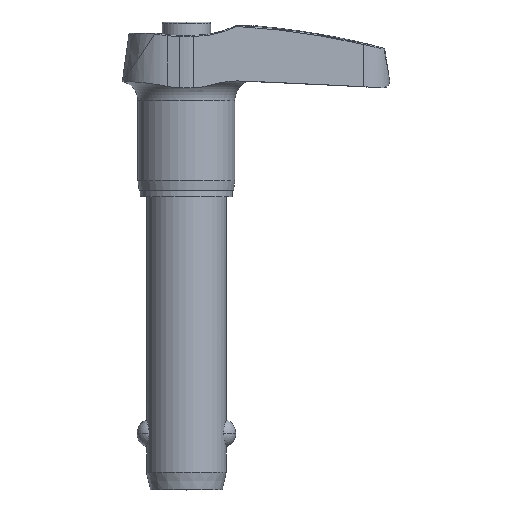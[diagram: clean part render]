
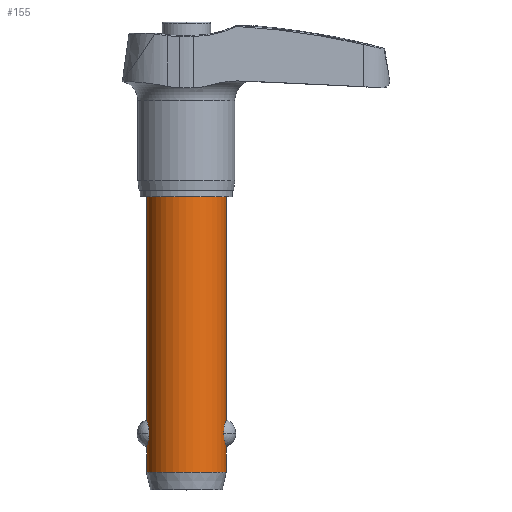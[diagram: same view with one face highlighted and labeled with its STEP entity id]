
A CAD part, top view. The second image highlights one B-rep face of the part: STEP entity #155.
In plain terms, the highlighted cylindrical face has radius 12.5 mm (diameter 25 mm), a partial arc.
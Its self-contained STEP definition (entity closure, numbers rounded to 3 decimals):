
#155=ADVANCED_FACE('',(#349),#350,.T.);
#349=FACE_OUTER_BOUND('',#581,.T.);
#350=CYLINDRICAL_SURFACE('',#582,12.5);
#581=EDGE_LOOP('',(#1079,#1080,#1081,#1082,#1083,#1084,#1085,#1086,#1087,#1088));
#582=AXIS2_PLACEMENT_3D('',#1089,#1090,#1091);
#1079=ORIENTED_EDGE('',*,*,#1615,.T.);
#1080=ORIENTED_EDGE('',*,*,#1638,.T.);
#1081=ORIENTED_EDGE('',*,*,#1631,.T.);
#1082=ORIENTED_EDGE('',*,*,#1622,.T.);
#1083=ORIENTED_EDGE('',*,*,#1644,.F.);
#1084=ORIENTED_EDGE('',*,*,#1620,.T.);
#1085=ORIENTED_EDGE('',*,*,#1634,.T.);
#1086=ORIENTED_EDGE('',*,*,#1636,.T.);
#1087=ORIENTED_EDGE('',*,*,#1617,.T.);
#1088=ORIENTED_EDGE('',*,*,#1642,.T.);
#1089=CARTESIAN_POINT('',(0.0,-43.25,0.0));
#1090=DIRECTION('',(-0.0,1.0,0.0));
#1091=DIRECTION('',(1.0,0.0,0.0));
#1615=EDGE_CURVE('',#1970,#1971,#1972,.T.);
#1617=EDGE_CURVE('',#1975,#1973,#1976,.T.);
#1620=EDGE_CURVE('',#1981,#1979,#1982,.T.);
#1622=EDGE_CURVE('',#1985,#1983,#1986,.T.);
#1631=EDGE_CURVE('',#1997,#1985,#1999,.T.);
#1634=EDGE_CURVE('',#1979,#2001,#2003,.T.);
#1636=EDGE_CURVE('',#2001,#1975,#2005,.T.);
#1638=EDGE_CURVE('',#1971,#1997,#2007,.T.);
#1642=EDGE_CURVE('',#1973,#1970,#2011,.T.);
#1644=EDGE_CURVE('',#1981,#1983,#2013,.T.);
#1970=VERTEX_POINT('',#2724);
#1971=VERTEX_POINT('',#2725);
#1972=LINE('',#2726,#2727);
#1973=VERTEX_POINT('',#2728);
#1975=VERTEX_POINT('',#2730);
#1976=LINE('',#2731,#2732);
#1979=VERTEX_POINT('',#2756);
#1981=VERTEX_POINT('',#2779);
#1982=LINE('',#2780,#2781);
#1983=VERTEX_POINT('',#2782);
#1985=VERTEX_POINT('',#2784);
#1986=LINE('',#2785,#2786);
#1997=VERTEX_POINT('',#2841);
#1999=B_SPLINE_CURVE_WITH_KNOTS('',3,(#2843,#2844,#2845,#2846,#2847,#2848,#2849,#2850,#2851,#2852,#2853,#2854,#2855,#2856,#2857,#2858,#2859,#2860,#2861,#2862,#2863,#2864),.UNSPECIFIED.,.F.,.F.,(4,2,2,2,2,2,2,2,2,2,4),(13.118,13.849,14.579,15.31,16.04,16.722,17.404,17.972,18.541,19.109,19.677),.UNSPECIFIED.);
#2001=VERTEX_POINT('',#2866);
#2003=B_SPLINE_CURVE_WITH_KNOTS('',3,(#2868,#2869,#2870,#2871,#2872,#2873,#2874,#2875,#2876,#2877,#2878,#2879,#2880,#2881,#2882,#2883,#2884,#2885,#2886,#2887,#2888,#2889),.UNSPECIFIED.,.F.,.F.,(4,2,2,2,2,2,2,2,2,2,4),(19.677,20.246,20.814,21.382,21.951,22.633,23.314,24.045,24.775,25.506,26.236),.UNSPECIFIED.);
#2005=B_SPLINE_CURVE_WITH_KNOTS('',3,(#2891,#2892,#2893,#2894,#2895,#2896,#2897,#2898,#2899,#2900,#2901,#2902,#2903,#2904,#2905,#2906,#2907,#2908,#2909,#2910,#2911,#2912),.UNSPECIFIED.,.F.,.F.,(4,2,2,2,2,2,2,2,2,2,4),(0.0,0.73,1.461,2.191,2.922,3.604,4.286,4.854,5.422,5.991,6.559),.UNSPECIFIED.);
#2007=B_SPLINE_CURVE_WITH_KNOTS('',3,(#2914,#2915,#2916,#2917,#2918,#2919,#2920,#2921,#2922,#2923,#2924,#2925,#2926,#2927,#2928,#2929,#2930,#2931,#2932,#2933,#2934,#2935),.UNSPECIFIED.,.F.,.F.,(4,2,2,2,2,2,2,2,2,2,4),(6.559,7.127,7.696,8.264,8.832,9.514,10.196,10.927,11.657,12.388,13.118),.UNSPECIFIED.);
#2011=CIRCLE('',#2939,12.5);
#2013=CIRCLE('',#2941,12.5);
#2724=CARTESIAN_POINT('',(12.5,-86.5,0.0));
#2725=CARTESIAN_POINT('',(12.5,-78.485,0.));
#2726=CARTESIAN_POINT('',(12.5,-43.25,0.));
#2727=VECTOR('',#3506,1.0);
#2728=CARTESIAN_POINT('',(-12.5,-86.5,0.));
#2730=CARTESIAN_POINT('',(-12.5,-78.485,0.));
#2731=CARTESIAN_POINT('',(-12.5,-43.25,0.));
#2732=VECTOR('',#3510,1.0);
#2756=CARTESIAN_POINT('',(-12.5,-70.0,0.));
#2779=CARTESIAN_POINT('',(-12.5,0.,0.));
#2780=CARTESIAN_POINT('',(-12.5,-43.25,0.));
#2781=VECTOR('',#3511,1.0);
#2782=CARTESIAN_POINT('',(12.5,0.0,0.0));
#2784=CARTESIAN_POINT('',(12.5,-70.0,0.));
#2785=CARTESIAN_POINT('',(12.5,-43.25,0.));
#2786=VECTOR('',#3515,1.0);
#2841=CARTESIAN_POINT('',(11.682,-74.243,4.448));
#2843=CARTESIAN_POINT('',(11.682,-74.243,4.448));
#2844=CARTESIAN_POINT('',(11.682,-73.999,4.448));
#2845=CARTESIAN_POINT('',(11.69,-73.747,4.426));
#2846=CARTESIAN_POINT('',(11.724,-73.246,4.336));
#2847=CARTESIAN_POINT('',(11.75,-72.996,4.266));
#2848=CARTESIAN_POINT('',(11.815,-72.515,4.083));
#2849=CARTESIAN_POINT('',(11.854,-72.284,3.968));
#2850=CARTESIAN_POINT('',(11.939,-71.853,3.704));
#2851=CARTESIAN_POINT('',(11.985,-71.654,3.555));
#2852=CARTESIAN_POINT('',(12.072,-71.308,3.247));
#2853=CARTESIAN_POINT('',(12.119,-71.138,3.07));
#2854=CARTESIAN_POINT('',(12.209,-70.833,2.688));
#2855=CARTESIAN_POINT('',(12.252,-70.698,2.483));
#2856=CARTESIAN_POINT('',(12.319,-70.497,2.124));
#2857=CARTESIAN_POINT('',(12.349,-70.412,1.948));
#2858=CARTESIAN_POINT('',(12.401,-70.263,1.578));
#2859=CARTESIAN_POINT('',(12.425,-70.199,1.383));
#2860=CARTESIAN_POINT('',(12.462,-70.098,0.988));
#2861=CARTESIAN_POINT('',(12.477,-70.06,0.786));
#2862=CARTESIAN_POINT('',(12.496,-70.011,0.387));
#2863=CARTESIAN_POINT('',(12.5,-70.0,0.189));
#2864=CARTESIAN_POINT('',(12.5,-70.0,0.));
#2866=CARTESIAN_POINT('',(-11.682,-74.243,4.448));
#2868=CARTESIAN_POINT('',(-12.5,-70.0,0.));
#2869=CARTESIAN_POINT('',(-12.5,-70.0,0.189));
#2870=CARTESIAN_POINT('',(-12.496,-70.011,0.387));
#2871=CARTESIAN_POINT('',(-12.477,-70.06,0.786));
#2872=CARTESIAN_POINT('',(-12.462,-70.098,0.988));
#2873=CARTESIAN_POINT('',(-12.425,-70.199,1.383));
#2874=CARTESIAN_POINT('',(-12.401,-70.263,1.578));
#2875=CARTESIAN_POINT('',(-12.349,-70.412,1.948));
#2876=CARTESIAN_POINT('',(-12.319,-70.497,2.124));
#2877=CARTESIAN_POINT('',(-12.252,-70.698,2.483));
#2878=CARTESIAN_POINT('',(-12.209,-70.833,2.688));
#2879=CARTESIAN_POINT('',(-12.119,-71.138,3.07));
#2880=CARTESIAN_POINT('',(-12.072,-71.308,3.247));
#2881=CARTESIAN_POINT('',(-11.985,-71.654,3.555));
#2882=CARTESIAN_POINT('',(-11.939,-71.853,3.704));
#2883=CARTESIAN_POINT('',(-11.854,-72.284,3.968));
#2884=CARTESIAN_POINT('',(-11.815,-72.515,4.083));
#2885=CARTESIAN_POINT('',(-11.75,-72.996,4.266));
#2886=CARTESIAN_POINT('',(-11.724,-73.246,4.336));
#2887=CARTESIAN_POINT('',(-11.69,-73.747,4.426));
#2888=CARTESIAN_POINT('',(-11.682,-73.999,4.448));
#2889=CARTESIAN_POINT('',(-11.682,-74.243,4.448));
#2891=CARTESIAN_POINT('',(-11.682,-74.243,4.448));
#2892=CARTESIAN_POINT('',(-11.682,-74.486,4.448));
#2893=CARTESIAN_POINT('',(-11.69,-74.738,4.426));
#2894=CARTESIAN_POINT('',(-11.724,-75.24,4.336));
#2895=CARTESIAN_POINT('',(-11.75,-75.49,4.266));
#2896=CARTESIAN_POINT('',(-11.815,-75.97,4.083));
#2897=CARTESIAN_POINT('',(-11.854,-76.202,3.968));
#2898=CARTESIAN_POINT('',(-11.939,-76.632,3.704));
#2899=CARTESIAN_POINT('',(-11.985,-76.832,3.555));
#2900=CARTESIAN_POINT('',(-12.072,-77.177,3.247));
#2901=CARTESIAN_POINT('',(-12.119,-77.347,3.07));
#2902=CARTESIAN_POINT('',(-12.209,-77.652,2.688));
#2903=CARTESIAN_POINT('',(-12.252,-77.788,2.483));
#2904=CARTESIAN_POINT('',(-12.319,-77.989,2.124));
#2905=CARTESIAN_POINT('',(-12.349,-78.074,1.948));
#2906=CARTESIAN_POINT('',(-12.401,-78.222,1.578));
#2907=CARTESIAN_POINT('',(-12.425,-78.286,1.383));
#2908=CARTESIAN_POINT('',(-12.462,-78.387,0.988));
#2909=CARTESIAN_POINT('',(-12.477,-78.425,0.786));
#2910=CARTESIAN_POINT('',(-12.496,-78.474,0.387));
#2911=CARTESIAN_POINT('',(-12.5,-78.485,0.189));
#2912=CARTESIAN_POINT('',(-12.5,-78.485,0.));
#2914=CARTESIAN_POINT('',(12.5,-78.485,0.));
#2915=CARTESIAN_POINT('',(12.5,-78.485,0.189));
#2916=CARTESIAN_POINT('',(12.496,-78.474,0.387));
#2917=CARTESIAN_POINT('',(12.477,-78.425,0.786));
#2918=CARTESIAN_POINT('',(12.462,-78.387,0.988));
#2919=CARTESIAN_POINT('',(12.425,-78.286,1.383));
#2920=CARTESIAN_POINT('',(12.401,-78.222,1.578));
#2921=CARTESIAN_POINT('',(12.349,-78.074,1.948));
#2922=CARTESIAN_POINT('',(12.319,-77.989,2.124));
#2923=CARTESIAN_POINT('',(12.252,-77.788,2.483));
#2924=CARTESIAN_POINT('',(12.209,-77.652,2.688));
#2925=CARTESIAN_POINT('',(12.119,-77.347,3.07));
#2926=CARTESIAN_POINT('',(12.072,-77.177,3.247));
#2927=CARTESIAN_POINT('',(11.985,-76.832,3.555));
#2928=CARTESIAN_POINT('',(11.939,-76.632,3.704));
#2929=CARTESIAN_POINT('',(11.854,-76.202,3.968));
#2930=CARTESIAN_POINT('',(11.815,-75.97,4.083));
#2931=CARTESIAN_POINT('',(11.75,-75.49,4.266));
#2932=CARTESIAN_POINT('',(11.724,-75.24,4.336));
#2933=CARTESIAN_POINT('',(11.69,-74.738,4.426));
#2934=CARTESIAN_POINT('',(11.682,-74.486,4.448));
#2935=CARTESIAN_POINT('',(11.682,-74.243,4.448));
#2939=AXIS2_PLACEMENT_3D('',#3530,#3531,#3532);
#2941=AXIS2_PLACEMENT_3D('',#3533,#3534,#3535);
#3506=DIRECTION('',(0.0,1.0,0.0));
#3510=DIRECTION('',(-0.0,-1.0,-0.0));
#3511=DIRECTION('',(-0.0,-1.0,-0.0));
#3515=DIRECTION('',(0.0,1.0,0.0));
#3530=CARTESIAN_POINT('',(0.0,-86.5,0.0));
#3531=DIRECTION('',(-0.0,1.0,0.0));
#3532=DIRECTION('',(1.0,0.0,0.0));
#3533=CARTESIAN_POINT('',(0.0,0.0,0.0));
#3534=DIRECTION('',(-0.0,1.0,0.));
#3535=DIRECTION('',(1.0,0.0,0.0));
